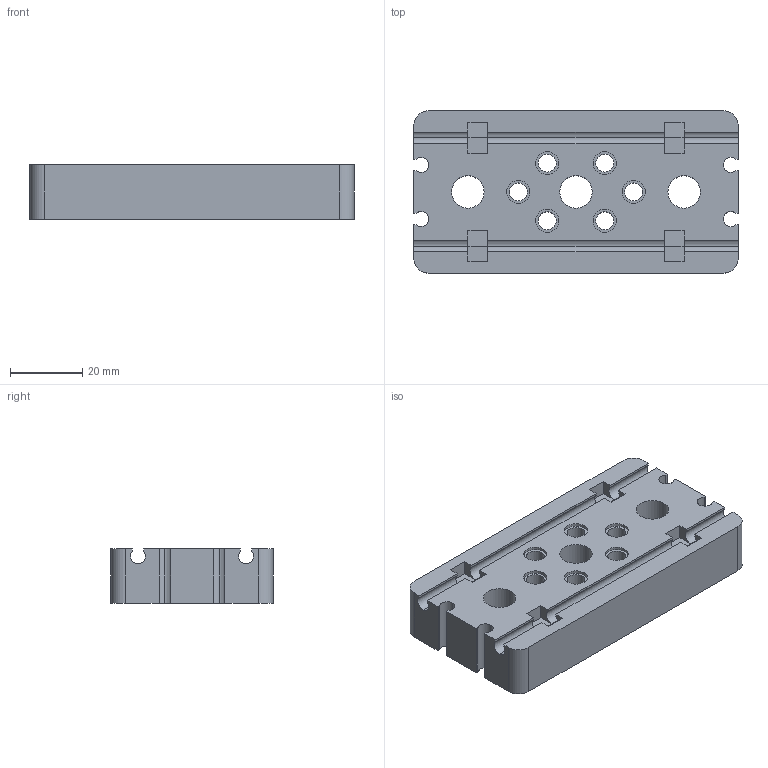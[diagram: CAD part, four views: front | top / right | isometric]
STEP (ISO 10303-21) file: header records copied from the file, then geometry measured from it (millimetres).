
FILE_DESCRIPTION(('FreeCAD Model'),'2;1');
FILE_NAME('Mound_import.step', '2021-07-15T09:15:32',('Author'),(''), 'Open CASCADE STEP processor 7.3','FreeCAD','Unknown');
FILE_SCHEMA(('AUTOMOTIVE_DESIGN { 1 0 10303 214 1 1 1 1 }'));
Length unit declared in the file: millimetre
Products named in the file (1): mount
Bounding box: 90 x 45 x 15 mm (x, y, z)
Volume: 51978.9 mm3; surface area: 15948.1 mm2
Topology: 1 solids, 1 shells, 107 faces, 273 edges, 174 vertices
Faces by surface type: plane 70, cylinder 37
Full cylindrical faces by diameter (mm): 5 x6, 6.4 x6, 9 x3
Entity records: 6739 total; most frequent: CARTESIAN_POINT 1177, DIRECTION 1033, LINE 595, VECTOR 595, ORIENTED_EDGE 546, PCURVE 546, DEFINITIONAL_REPRESENTATION 546, EDGE_CURVE 273
